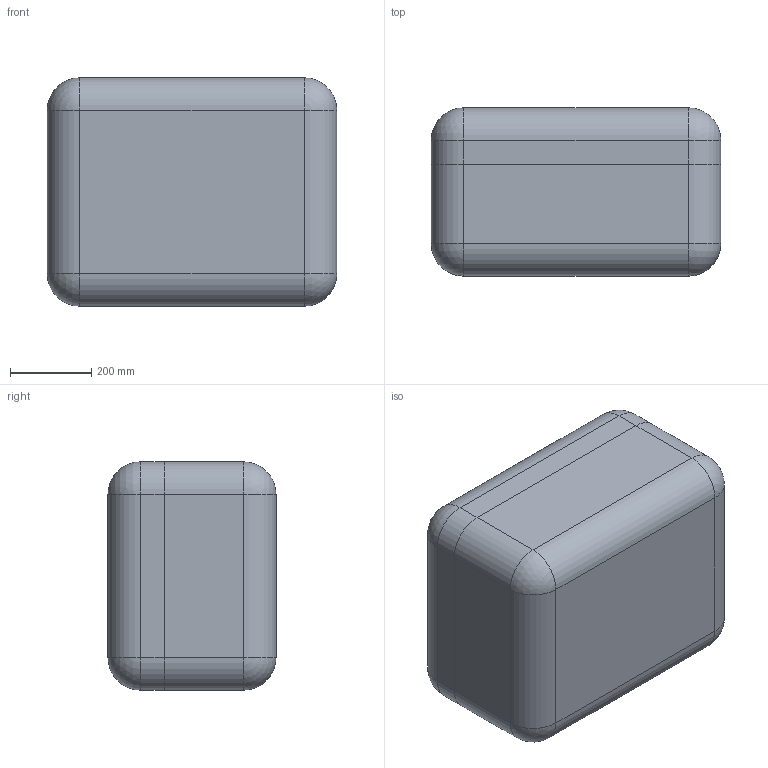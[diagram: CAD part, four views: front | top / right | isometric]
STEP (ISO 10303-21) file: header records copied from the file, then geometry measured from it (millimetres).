
FILE_DESCRIPTION (( 'STEP AP214' ), '1' );
FILE_NAME ('Òðàíñïîðòíûé êîíòåéíåð ÀÄÌÈÐÀË®ÏÐÎÔÅÑÑÈÎÍÀËÜÍÛÅ 054_óïðîùåííàÿ 3D-ìîäåëü.STEP', '2025-09-16T12:49:44', ( '' ), ( '' ), 'SwSTEP 2.0', 'SolidWorks 2021', '' );
FILE_SCHEMA (( 'AUTOMOTIVE_DESIGN' ));
Length unit declared in the file: millimetre
Products named in the file (3): Base 54; Lid 54; Òðàíñïîðòíûé êîíòåéíåð ÀÄÌÈÐÀË®ÏÐÎÔÅÑÑÈÎÍÀËÜÍÛÅ 054_óïðîùåííàÿ 3D-ìîäåëü
Assembly tree (2 placements, depth 2):
  Òðàíñïîðòíûé êîíòåéíåð ÀÄÌÈÐÀË®ÏÐÎÔÅÑÑÈÎÍÀËÜÍÛÅ 054_óïðîùåííàÿ 3D-ìîäåëü
    Base 54
    Lid 54
Bounding box: 713.98 x 414.2 x 562.92 mm (x, y, z)
Volume: 74060556.2 mm3; surface area: 3790555.7 mm2
Topology: 2 solids, 2 shells, 1297 faces, 3204 edges, 1842 vertices
Faces by surface type: cylinder 527, bspline 272, plane 266, torus 176, sphere 32, cone 24
Entity records: 49419 total; most frequent: CARTESIAN_POINT 20697, ORIENTED_EDGE 6256, DIRECTION 5858, EDGE_CURVE 3128, AXIS2_PLACEMENT_3D 2324, VERTEX_POINT 1842, EDGE_LOOP 1308, FACE_OUTER_BOUND 1297
